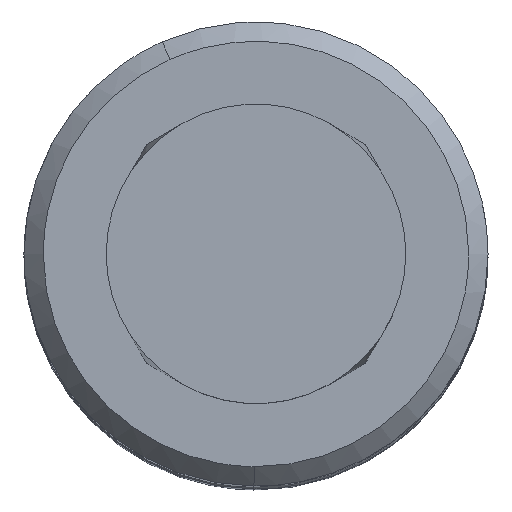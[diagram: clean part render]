
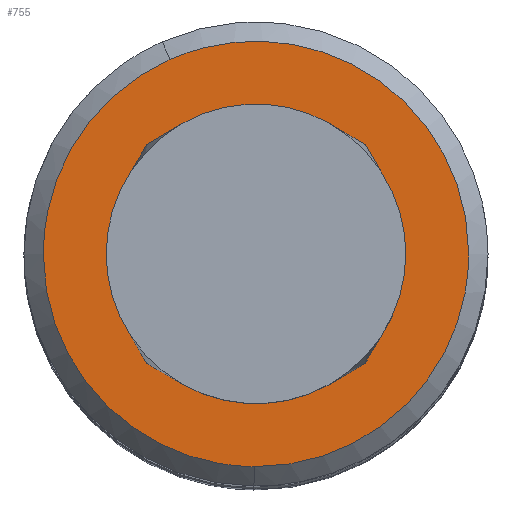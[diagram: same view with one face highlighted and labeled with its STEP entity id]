
A CAD part, top view. The second image highlights one B-rep face of the part: STEP entity #755.
In plain terms, the highlighted free-form (B-spline) face has degree [1, 1] with [2, 2] control points.
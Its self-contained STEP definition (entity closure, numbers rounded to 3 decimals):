
#85=CARTESIAN_POINT('',(-2.223,5.031,20.));
#86=VERTEX_POINT('',#85);
#92=CARTESIAN_POINT('',(5.5,0.0,20.0));
#93=VERTEX_POINT('',#92);
#94=CARTESIAN_POINT('',(5.5,0.0,20.0));
#95=CARTESIAN_POINT('',(5.5,5.5,20.));
#96=CARTESIAN_POINT('',(0.0,5.5,20.0));
#97=CARTESIAN_POINT('',(-1.161,5.5,20.));
#98=CARTESIAN_POINT('',(-2.223,5.031,20.));
#106=(BOUNDED_CURVE()B_SPLINE_CURVE(2,(#94,#95,#96,#97,#98),.UNSPECIFIED.,.F.,.U.)B_SPLINE_CURVE_WITH_KNOTS((3,2,3),(0.0,0.25,0.319),.UNSPECIFIED.)CURVE()GEOMETRIC_REPRESENTATION_ITEM()RATIONAL_B_SPLINE_CURVE((1.0,0.707,1.0,0.92,0.883))REPRESENTATION_ITEM(''));
#107=EDGE_CURVE('',#93,#86,#106,.T.);
#109=CARTESIAN_POINT('',(-0.048,-5.5,20.));
#110=VERTEX_POINT('',#109);
#111=CARTESIAN_POINT('',(-0.048,-5.5,20.));
#112=CARTESIAN_POINT('',(-0.024,-5.5,20.));
#113=CARTESIAN_POINT('',(0.0,-5.5,20.0));
#114=CARTESIAN_POINT('',(5.5,-5.5,20.));
#115=CARTESIAN_POINT('',(5.5,0.0,20.0));
#123=(BOUNDED_CURVE()B_SPLINE_CURVE(2,(#111,#112,#113,#114,#115),.UNSPECIFIED.,.F.,.U.)B_SPLINE_CURVE_WITH_KNOTS((3,2,3),(0.748,0.75,1.0),.UNSPECIFIED.)CURVE()GEOMETRIC_REPRESENTATION_ITEM()RATIONAL_B_SPLINE_CURVE((0.996,0.998,1.0,0.707,1.0))REPRESENTATION_ITEM(''));
#124=EDGE_CURVE('',#110,#93,#123,.T.);
#213=CARTESIAN_POINT('',(-5.5,0.0,20.0));
#214=VERTEX_POINT('',#213);
#215=CARTESIAN_POINT('',(-5.5,0.0,20.0));
#216=CARTESIAN_POINT('',(-5.5,-5.452,20.));
#217=CARTESIAN_POINT('',(-0.048,-5.5,20.));
#225=(BOUNDED_CURVE()B_SPLINE_CURVE(2,(#215,#216,#217),.UNSPECIFIED.,.F.,.U.)B_SPLINE_CURVE_WITH_KNOTS((3,3),(0.5,0.748),.UNSPECIFIED.)CURVE()GEOMETRIC_REPRESENTATION_ITEM()RATIONAL_B_SPLINE_CURVE((1.0,0.709,0.996))REPRESENTATION_ITEM(''));
#226=EDGE_CURVE('',#214,#110,#225,.T.);
#228=CARTESIAN_POINT('',(-2.223,5.031,20.));
#229=CARTESIAN_POINT('',(-5.5,3.583,20.));
#230=CARTESIAN_POINT('',(-5.5,0.0,20.0));
#238=(BOUNDED_CURVE()B_SPLINE_CURVE(2,(#228,#229,#230),.UNSPECIFIED.,.F.,.U.)B_SPLINE_CURVE_WITH_KNOTS((3,3),(0.319,0.5),.UNSPECIFIED.)CURVE()GEOMETRIC_REPRESENTATION_ITEM()RATIONAL_B_SPLINE_CURVE((0.883,0.788,1.0))REPRESENTATION_ITEM(''));
#239=EDGE_CURVE('',#86,#214,#238,.T.);
#590=CARTESIAN_POINT('',(-0.153,2.495,20.0));
#591=VERTEX_POINT('',#590);
#597=CARTESIAN_POINT('',(-2.5,0.0,20.0));
#598=VERTEX_POINT('',#597);
#599=CARTESIAN_POINT('',(-2.5,0.0,20.0));
#600=CARTESIAN_POINT('',(-2.5,2.352,20.));
#601=CARTESIAN_POINT('',(-0.153,2.495,20.0));
#609=(BOUNDED_CURVE()B_SPLINE_CURVE(2,(#599,#600,#601),.UNSPECIFIED.,.F.,.U.)B_SPLINE_CURVE_WITH_KNOTS((3,3),(0.5,0.739),.UNSPECIFIED.)CURVE()GEOMETRIC_REPRESENTATION_ITEM()RATIONAL_B_SPLINE_CURVE((1.0,0.72,0.976))REPRESENTATION_ITEM(''));
#610=EDGE_CURVE('',#598,#591,#609,.T.);
#612=CARTESIAN_POINT('',(0.295,-2.483,20.0));
#613=VERTEX_POINT('',#612);
#614=CARTESIAN_POINT('',(0.295,-2.483,20.));
#615=CARTESIAN_POINT('',(0.148,-2.5,20.));
#616=CARTESIAN_POINT('',(0.0,-2.5,20.0));
#617=CARTESIAN_POINT('',(-2.5,-2.5,20.));
#618=CARTESIAN_POINT('',(-2.5,0.0,20.0));
#626=(BOUNDED_CURVE()B_SPLINE_CURVE(2,(#614,#615,#616,#617,#618),.UNSPECIFIED.,.F.,.U.)B_SPLINE_CURVE_WITH_KNOTS((3,2,3),(0.23,0.25,0.5),.UNSPECIFIED.)CURVE()GEOMETRIC_REPRESENTATION_ITEM()RATIONAL_B_SPLINE_CURVE((0.956,0.976,1.0,0.707,1.0))REPRESENTATION_ITEM(''));
#627=EDGE_CURVE('',#613,#598,#626,.T.);
#671=CARTESIAN_POINT('',(2.5,0.0,20.0));
#672=VERTEX_POINT('',#671);
#673=CARTESIAN_POINT('',(2.5,0.0,20.0));
#674=CARTESIAN_POINT('',(2.5,-2.22,20.));
#675=CARTESIAN_POINT('',(0.295,-2.483,20.));
#683=(BOUNDED_CURVE()B_SPLINE_CURVE(2,(#673,#674,#675),.UNSPECIFIED.,.F.,.U.)B_SPLINE_CURVE_WITH_KNOTS((3,3),(0.0,0.23),.UNSPECIFIED.)CURVE()GEOMETRIC_REPRESENTATION_ITEM()RATIONAL_B_SPLINE_CURVE((1.0,0.731,0.956))REPRESENTATION_ITEM(''));
#684=EDGE_CURVE('',#672,#613,#683,.T.);
#686=CARTESIAN_POINT('',(-0.153,2.495,20.0));
#687=CARTESIAN_POINT('',(-0.076,2.5,20.));
#688=CARTESIAN_POINT('',(0.0,2.5,20.0));
#689=CARTESIAN_POINT('',(2.5,2.5,20.));
#690=CARTESIAN_POINT('',(2.5,0.0,20.0));
#698=(BOUNDED_CURVE()B_SPLINE_CURVE(2,(#686,#687,#688,#689,#690),.UNSPECIFIED.,.F.,.U.)B_SPLINE_CURVE_WITH_KNOTS((3,2,3),(0.739,0.75,1.0),.UNSPECIFIED.)CURVE()GEOMETRIC_REPRESENTATION_ITEM()RATIONAL_B_SPLINE_CURVE((0.976,0.988,1.0,0.707,1.0))REPRESENTATION_ITEM(''));
#699=EDGE_CURVE('',#591,#672,#698,.T.);
#738=CARTESIAN_POINT('',(-6.049,-6.049,20.0));
#739=CARTESIAN_POINT('',(6.049,-6.049,20.0));
#740=CARTESIAN_POINT('',(-6.049,6.048,20.0));
#741=CARTESIAN_POINT('',(6.049,6.048,20.0));
#742=B_SPLINE_SURFACE_WITH_KNOTS('',1,1,((#738,#740),(#739,#741)),.UNSPECIFIED.,.F.,.F.,.U.,(2,2),(2,2),(0.0,12.099),(0.0,12.098),.UNSPECIFIED.);
#743=ORIENTED_EDGE('',*,*,#107,.T.);
#744=ORIENTED_EDGE('',*,*,#239,.T.);
#745=ORIENTED_EDGE('',*,*,#226,.T.);
#746=ORIENTED_EDGE('',*,*,#124,.T.);
#747=EDGE_LOOP('',(#743,#744,#745,#746));
#748=FACE_OUTER_BOUND('',#747,.T.);
#749=ORIENTED_EDGE('',*,*,#610,.T.);
#750=ORIENTED_EDGE('',*,*,#699,.T.);
#751=ORIENTED_EDGE('',*,*,#684,.T.);
#752=ORIENTED_EDGE('',*,*,#627,.T.);
#753=EDGE_LOOP('',(#749,#750,#751,#752));
#754=FACE_BOUND('',#753,.T.);
#755=ADVANCED_FACE('',(#748,#754),#742,.T.);
